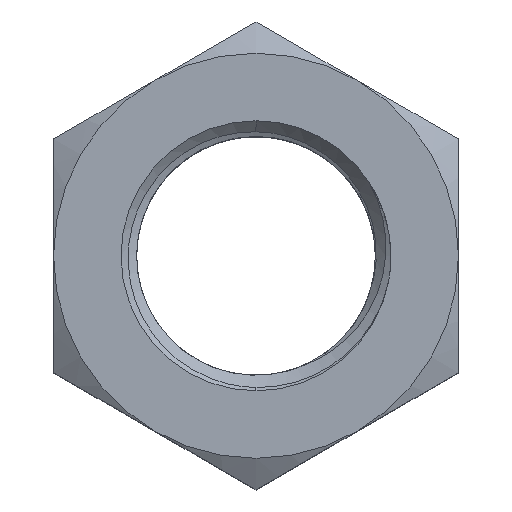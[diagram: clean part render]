
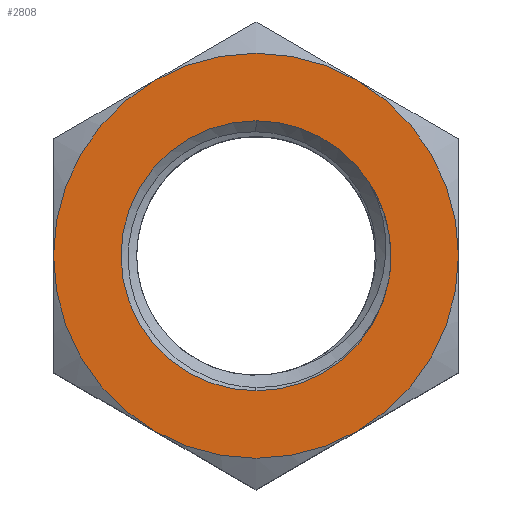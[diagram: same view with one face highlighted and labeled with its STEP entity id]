
A CAD part, top view. The second image highlights one B-rep face of the part: STEP entity #2808.
In plain terms, the highlighted planar face has unit normal (0, 0, 1).
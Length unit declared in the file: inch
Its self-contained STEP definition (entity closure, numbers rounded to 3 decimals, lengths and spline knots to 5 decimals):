
#69 = DIRECTION ( 'NONE',  ( 1., 0., 0. ) ) ;
#104 = DIRECTION ( 'NONE',  ( 1., 0., 0. ) ) ;
#143 = DIRECTION ( 'NONE',  ( 0., 0., 1. ) ) ;
#181 = EDGE_CURVE ( 'NONE', #605, #2823, #813, .T. ) ;
#192 = AXIS2_PLACEMENT_3D ( 'NONE', #1392, #266, #828 ) ;
#226 = VERTEX_POINT ( 'NONE', #690 ) ;
#229 = DIRECTION ( 'NONE',  ( 0., 0., 1. ) ) ;
#246 = DIRECTION ( 'NONE',  ( 1., 0., 0. ) ) ;
#266 = DIRECTION ( 'NONE',  ( 0., 0., 1. ) ) ;
#305 = VERTEX_POINT ( 'NONE', #2608 ) ;
#314 = CARTESIAN_POINT ( 'NONE',  ( 0.3125, 0., 0.27344 ) ) ;
#336 = CARTESIAN_POINT ( 'NONE',  ( 0.2605, 0.17262, 0.27344 ) ) ;
#369 = CIRCLE ( 'NONE', #893, 0.3125 ) ;
#404 = EDGE_CURVE ( 'NONE', #226, #305, #1987, .T. ) ;
#425 = AXIS2_PLACEMENT_3D ( 'NONE', #761, #2998, #1846 ) ;
#472 = DIRECTION ( 'NONE',  ( 0., 0., 1. ) ) ;
#492 = AXIS2_PLACEMENT_3D ( 'NONE', #2142, #494, #2399 ) ;
#494 = DIRECTION ( 'NONE',  ( 0., 0., 1. ) ) ;
#523 = VERTEX_POINT ( 'NONE', #2228 ) ;
#602 = ORIENTED_EDGE ( 'NONE', *, *, #3114, .T. ) ;
#604 = AXIS2_PLACEMENT_3D ( 'NONE', #2882, #143, #1226 ) ;
#605 = VERTEX_POINT ( 'NONE', #2637 ) ;
#608 = DIRECTION ( 'NONE',  ( 0., 0., 1. ) ) ;
#612 = CARTESIAN_POINT ( 'NONE',  ( 0.46875, 0., 0.27344 ) ) ;
#617 = DIRECTION ( 'NONE',  ( 0., 0., 1. ) ) ;
#618 = CIRCLE ( 'NONE', #1909, 0.46875 ) ;
#648 = VERTEX_POINT ( 'NONE', #2558 ) ;
#690 = CARTESIAN_POINT ( 'NONE',  ( 0., 0.3125, 0.27344 ) ) ;
#729 = DIRECTION ( 'NONE',  ( 1., 0., 0. ) ) ;
#734 = VERTEX_POINT ( 'NONE', #747 ) ;
#738 = DIRECTION ( 'NONE',  ( 1., 0., 0. ) ) ;
#747 = CARTESIAN_POINT ( 'NONE',  ( -0.23438, 0.40595, 0.27344 ) ) ;
#761 = CARTESIAN_POINT ( 'NONE',  ( 0., 0., 0.27344 ) ) ;
#813 = CIRCLE ( 'NONE', #604, 0.46875 ) ;
#828 = DIRECTION ( 'NONE',  ( 1., 0., 0. ) ) ;
#893 = AXIS2_PLACEMENT_3D ( 'NONE', #1125, #608, #69 ) ;
#940 = VERTEX_POINT ( 'NONE', #314 ) ;
#961 = DIRECTION ( 'NONE',  ( 1., 0., 0. ) ) ;
#1022 = AXIS2_PLACEMENT_3D ( 'NONE', #2092, #472, #738 ) ;
#1036 = EDGE_CURVE ( 'NONE', #2823, #3338, #2285, .T. ) ;
#1047 = CARTESIAN_POINT ( 'NONE',  ( 0., 0., 0.27344 ) ) ;
#1073 = EDGE_CURVE ( 'NONE', #3338, #3249, #2420, .T. ) ;
#1125 = CARTESIAN_POINT ( 'NONE',  ( 0., 0., 0.27344 ) ) ;
#1160 = AXIS2_PLACEMENT_3D ( 'NONE', #1479, #1699, #104 ) ;
#1226 = DIRECTION ( 'NONE',  ( 1., 0., 0. ) ) ;
#1232 = ORIENTED_EDGE ( 'NONE', *, *, #1036, .T. ) ;
#1245 = CARTESIAN_POINT ( 'NONE',  ( 0., 0., 0.27344 ) ) ;
#1281 = EDGE_CURVE ( 'NONE', #940, #2575, #369, .T. ) ;
#1299 = DIRECTION ( 'NONE',  ( 0., 0., 1. ) ) ;
#1302 = DIRECTION ( 'NONE',  ( 1., 0., 0. ) ) ;
#1306 = PLANE ( 'NONE',  #1660 ) ;
#1364 = ORIENTED_EDGE ( 'NONE', *, *, #1073, .T. ) ;
#1392 = CARTESIAN_POINT ( 'NONE',  ( 0., 0., 0.27344 ) ) ;
#1423 = AXIS2_PLACEMENT_3D ( 'NONE', #1245, #1299, #729 ) ;
#1428 = CIRCLE ( 'NONE', #3050, 0.3125 ) ;
#1473 = EDGE_CURVE ( 'NONE', #3249, #648, #2366, .T. ) ;
#1479 = CARTESIAN_POINT ( 'NONE',  ( 0., 0., 0.27344 ) ) ;
#1603 = EDGE_CURVE ( 'NONE', #305, #523, #1428, .T. ) ;
#1660 = AXIS2_PLACEMENT_3D ( 'NONE', #3459, #229, #2917 ) ;
#1699 = DIRECTION ( 'NONE',  ( 0., 0., 1. ) ) ;
#1704 = EDGE_CURVE ( 'NONE', #2575, #226, #3168, .T. ) ;
#1831 = ORIENTED_EDGE ( 'NONE', *, *, #404, .F. ) ;
#1846 = DIRECTION ( 'NONE',  ( 1., 0., 0. ) ) ;
#1909 = AXIS2_PLACEMENT_3D ( 'NONE', #2729, #2718, #246 ) ;
#1935 = FACE_BOUND ( 'NONE', #3451, .T. ) ;
#1966 = EDGE_LOOP ( 'NONE', ( #1364, #3408, #3125, #602, #2267, #1232 ) ) ;
#1980 = CIRCLE ( 'NONE', #192, 0.3125 ) ;
#1987 = CIRCLE ( 'NONE', #2062, 0.3125 ) ;
#2008 = ORIENTED_EDGE ( 'NONE', *, *, #1281, .F. ) ;
#2062 = AXIS2_PLACEMENT_3D ( 'NONE', #1047, #2967, #1302 ) ;
#2089 = ORIENTED_EDGE ( 'NONE', *, *, #1704, .F. ) ;
#2092 = CARTESIAN_POINT ( 'NONE',  ( 0., 0., 0.27344 ) ) ;
#2106 = FACE_OUTER_BOUND ( 'NONE', #1966, .T. ) ;
#2142 = CARTESIAN_POINT ( 'NONE',  ( 0., 0., 0.27344 ) ) ;
#2185 = CIRCLE ( 'NONE', #1160, 0.46875 ) ;
#2228 = CARTESIAN_POINT ( 'NONE',  ( 0.30626, -0.06214, 0.27344 ) ) ;
#2267 = ORIENTED_EDGE ( 'NONE', *, *, #181, .T. ) ;
#2285 = CIRCLE ( 'NONE', #492, 0.46875 ) ;
#2318 = EDGE_CURVE ( 'NONE', #523, #940, #1980, .T. ) ;
#2366 = CIRCLE ( 'NONE', #425, 0.46875 ) ;
#2399 = DIRECTION ( 'NONE',  ( 1., 0., 0. ) ) ;
#2420 = CIRCLE ( 'NONE', #1022, 0.46875 ) ;
#2531 = ORIENTED_EDGE ( 'NONE', *, *, #1603, .F. ) ;
#2539 = ORIENTED_EDGE ( 'NONE', *, *, #2318, .F. ) ;
#2558 = CARTESIAN_POINT ( 'NONE',  ( 0.23438, 0.40595, 0.27344 ) ) ;
#2575 = VERTEX_POINT ( 'NONE', #336 ) ;
#2602 = CARTESIAN_POINT ( 'NONE',  ( 0., 0., 0.27344 ) ) ;
#2608 = CARTESIAN_POINT ( 'NONE',  ( 0., -0.3125, 0.27344 ) ) ;
#2637 = CARTESIAN_POINT ( 'NONE',  ( -0.46875, 0., 0.27344 ) ) ;
#2718 = DIRECTION ( 'NONE',  ( 0., 0., 1. ) ) ;
#2729 = CARTESIAN_POINT ( 'NONE',  ( 0., 0., 0.27344 ) ) ;
#2808 = ADVANCED_FACE ( 'NONE', ( #1935, #2106 ), #1306, .T. ) ;
#2823 = VERTEX_POINT ( 'NONE', #3215 ) ;
#2882 = CARTESIAN_POINT ( 'NONE',  ( 0., 0., 0.27344 ) ) ;
#2917 = DIRECTION ( 'NONE',  ( 1., 0., 0. ) ) ;
#2967 = DIRECTION ( 'NONE',  ( 0., 0., 1. ) ) ;
#2998 = DIRECTION ( 'NONE',  ( 0., 0., 1. ) ) ;
#3050 = AXIS2_PLACEMENT_3D ( 'NONE', #2602, #617, #961 ) ;
#3114 = EDGE_CURVE ( 'NONE', #734, #605, #618, .T. ) ;
#3125 = ORIENTED_EDGE ( 'NONE', *, *, #3473, .T. ) ;
#3168 = CIRCLE ( 'NONE', #1423, 0.3125 ) ;
#3215 = CARTESIAN_POINT ( 'NONE',  ( -0.23437, -0.40595, 0.27344 ) ) ;
#3249 = VERTEX_POINT ( 'NONE', #612 ) ;
#3338 = VERTEX_POINT ( 'NONE', #3381 ) ;
#3381 = CARTESIAN_POINT ( 'NONE',  ( 0.23438, -0.40595, 0.27344 ) ) ;
#3408 = ORIENTED_EDGE ( 'NONE', *, *, #1473, .T. ) ;
#3451 = EDGE_LOOP ( 'NONE', ( #2089, #2008, #2539, #2531, #1831 ) ) ;
#3459 = CARTESIAN_POINT ( 'NONE',  ( -0.46875, 0.27063, 0.27344 ) ) ;
#3473 = EDGE_CURVE ( 'NONE', #648, #734, #2185, .T. ) ;
